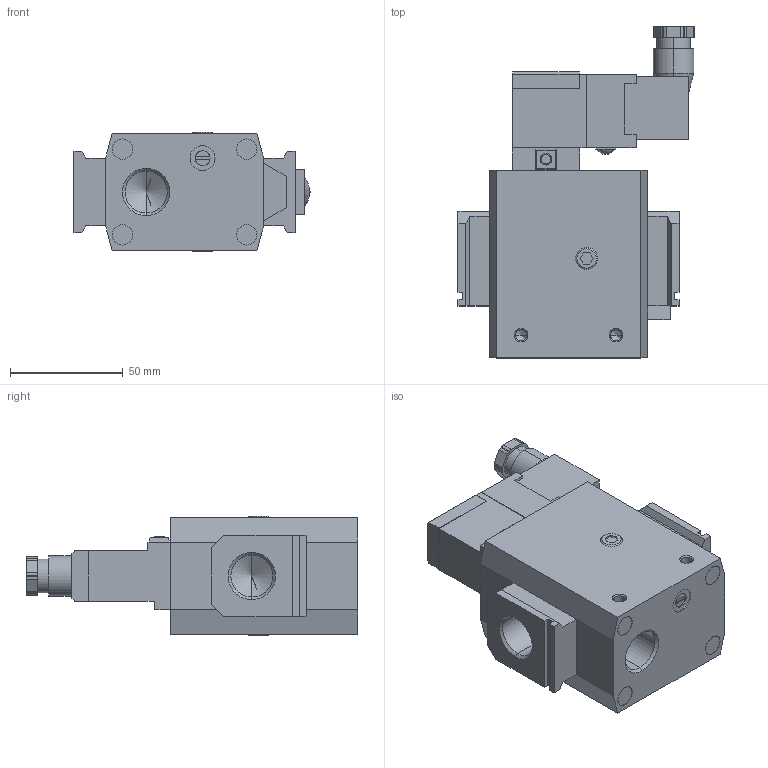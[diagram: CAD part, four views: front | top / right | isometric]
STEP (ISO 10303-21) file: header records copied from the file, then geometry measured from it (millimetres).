
FILE_DESCRIPTION (( 'STEP AP214' ), '1' );
FILE_NAME ('AV4000-04-5DZ-X217.STEP', '2018-06-14T02:28:13', ( 'SONIC' ), ( 'UNITCOM PC' ), 'SwSTEP 2.0', 'SolidWorks 2015', '' );
FILE_SCHEMA (( 'AUTOMOTIVE_DESIGN' ));
Length unit declared in the file: millimetre
Products named in the file (3): AV4000-04-5DZ-X217_Valve; AV4000-04-5DZ-X217_Bady; AV4000-04-5DZ-X217
Assembly tree (2 placements, depth 2):
  AV4000-04-5DZ-X217
    AV4000-04-5DZ-X217_Bady
    AV4000-04-5DZ-X217_Valve
Bounding box: 104.58 x 147 x 52.9 mm (x, y, z)
Volume: 386429.4 mm3; surface area: 47927 mm2
Topology: 2 solids, 2 shells, 258 faces, 651 edges, 414 vertices
Faces by surface type: plane 168, cylinder 52, cone 36, sphere 2
Entity records: 7863 total; most frequent: CARTESIAN_POINT 1349, DIRECTION 1303, ORIENTED_EDGE 1274, EDGE_CURVE 637, LINE 495, VECTOR 495, VERTEX_POINT 414, AXIS2_PLACEMENT_3D 404
